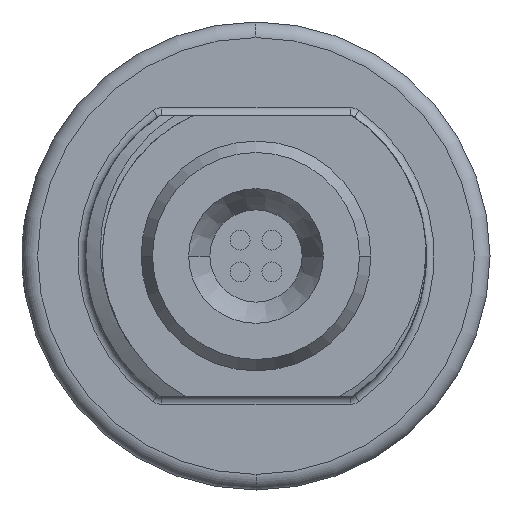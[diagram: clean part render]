
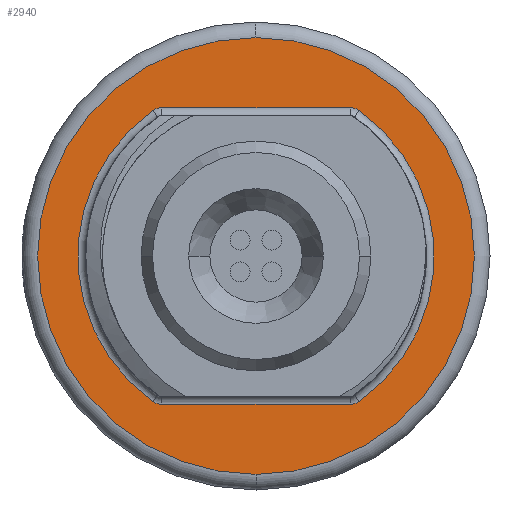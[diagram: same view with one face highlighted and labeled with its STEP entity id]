
A CAD part, front view. The second image highlights one B-rep face of the part: STEP entity #2940.
In plain terms, the highlighted planar face has unit normal (0, -1, 0).
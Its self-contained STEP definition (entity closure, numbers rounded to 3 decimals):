
#2=CARTESIAN_POINT('',(0.,-2.,0.));
#3=DIRECTION('',(0.,-1.,0.));
#4=DIRECTION('',(-0.579,0.,0.815));
#5=AXIS2_PLACEMENT_3D('',#2,#3,#4);
#7=CARTESIAN_POINT('',(-6.036,-2.,-8.5));
#8=DIRECTION('',(0.,1.,0.));
#9=DIRECTION('',(0.,0.,-1.));
#10=AXIS2_PLACEMENT_3D('',#7,#8,#9);
#12=DIRECTION('',(-1.,0.,0.));
#13=VECTOR('',#12,12.072);
#14=CARTESIAN_POINT('',(6.036,-2.,-9.5));
#15=LINE('',#14,#13);
#16=CARTESIAN_POINT('',(6.036,-2.,-8.5));
#17=DIRECTION('',(0.,1.,0.));
#18=DIRECTION('',(0.579,0.,-0.815));
#19=AXIS2_PLACEMENT_3D('',#16,#17,#18);
#21=CARTESIAN_POINT('',(0.,-2.,0.));
#22=DIRECTION('',(0.,-1.,0.));
#23=DIRECTION('',(0.579,0.,-0.815));
#24=AXIS2_PLACEMENT_3D('',#21,#22,#23);
#26=CARTESIAN_POINT('',(6.036,-2.,8.5));
#27=DIRECTION('',(0.,1.,0.));
#28=DIRECTION('',(0.,0.,1.));
#29=AXIS2_PLACEMENT_3D('',#26,#27,#28);
#31=DIRECTION('',(-1.,0.,0.));
#32=VECTOR('',#31,12.072);
#33=CARTESIAN_POINT('',(6.036,-2.,9.5));
#34=LINE('',#33,#32);
#35=CARTESIAN_POINT('',(-6.036,-2.,8.5));
#36=DIRECTION('',(0.,1.,0.));
#37=DIRECTION('',(-0.579,0.,0.815));
#38=AXIS2_PLACEMENT_3D('',#35,#36,#37);
#40=CARTESIAN_POINT('',(0.,-2.,0.));
#41=DIRECTION('',(0.,1.,0.));
#42=DIRECTION('',(0.,0.,-1.));
#43=AXIS2_PLACEMENT_3D('',#40,#41,#42);
#45=CARTESIAN_POINT('',(0.,-2.,0.));
#46=DIRECTION('',(0.,1.,0.));
#47=DIRECTION('',(0.,0.,1.));
#48=AXIS2_PLACEMENT_3D('',#45,#46,#47);
#2686=CARTESIAN_POINT('',(-6.615,-2.,9.315));
#2687=CARTESIAN_POINT('',(-6.615,-2.,-9.315));
#2688=VERTEX_POINT('',#2686);
#2689=VERTEX_POINT('',#2687);
#2698=CARTESIAN_POINT('',(6.036,-2.,9.5));
#2699=CARTESIAN_POINT('',(-6.036,-2.,9.5));
#2700=VERTEX_POINT('',#2698);
#2701=VERTEX_POINT('',#2699);
#2702=CARTESIAN_POINT('',(6.615,-2.,-9.315));
#2703=CARTESIAN_POINT('',(6.615,-2.,9.315));
#2704=VERTEX_POINT('',#2702);
#2705=VERTEX_POINT('',#2703);
#2714=CARTESIAN_POINT('',(6.036,-2.,-9.5));
#2715=CARTESIAN_POINT('',(-6.036,-2.,-9.5));
#2716=VERTEX_POINT('',#2714);
#2717=VERTEX_POINT('',#2715);
#2728=CARTESIAN_POINT('',(0.,-2.,-14.));
#2729=CARTESIAN_POINT('',(0.,-2.,14.));
#2730=VERTEX_POINT('',#2728);
#2731=VERTEX_POINT('',#2729);
#2911=CARTESIAN_POINT('',(0.,-2.,0.));
#2912=DIRECTION('',(0.,-1.,0.));
#2913=DIRECTION('',(0.,0.,1.));
#2914=AXIS2_PLACEMENT_3D('',#2911,#2912,#2913);
#2915=PLANE('',#2914);
#2917=ORIENTED_EDGE('',*,*,#2916,.T.);
#2919=ORIENTED_EDGE('',*,*,#2918,.T.);
#2920=EDGE_LOOP('',(#2917,#2919));
#2921=FACE_OUTER_BOUND('',#2920,.F.);
#2923=ORIENTED_EDGE('',*,*,#2922,.T.);
#2925=ORIENTED_EDGE('',*,*,#2924,.F.);
#2927=ORIENTED_EDGE('',*,*,#2926,.F.);
#2929=ORIENTED_EDGE('',*,*,#2928,.F.);
#2931=ORIENTED_EDGE('',*,*,#2930,.T.);
#2933=ORIENTED_EDGE('',*,*,#2932,.F.);
#2935=ORIENTED_EDGE('',*,*,#2934,.T.);
#2937=ORIENTED_EDGE('',*,*,#2936,.F.);
#2938=EDGE_LOOP('',(#2923,#2925,#2927,#2929,#2931,#2933,#2935,#2937));
#2939=FACE_BOUND('',#2938,.F.);
#6=CIRCLE('',#5,11.425);
#11=CIRCLE('',#10,1.);
#20=CIRCLE('',#19,1.);
#25=CIRCLE('',#24,11.425);
#30=CIRCLE('',#29,1.);
#39=CIRCLE('',#38,1.);
#44=CIRCLE('',#43,14.);
#49=CIRCLE('',#48,14.);
#2916=EDGE_CURVE('',#2730,#2731,#44,.T.);
#2918=EDGE_CURVE('',#2731,#2730,#49,.T.);
#2922=EDGE_CURVE('',#2688,#2689,#6,.T.);
#2924=EDGE_CURVE('',#2717,#2689,#11,.T.);
#2926=EDGE_CURVE('',#2716,#2717,#15,.T.);
#2928=EDGE_CURVE('',#2704,#2716,#20,.T.);
#2930=EDGE_CURVE('',#2704,#2705,#25,.T.);
#2932=EDGE_CURVE('',#2700,#2705,#30,.T.);
#2934=EDGE_CURVE('',#2700,#2701,#34,.T.);
#2936=EDGE_CURVE('',#2688,#2701,#39,.T.);
#2940=ADVANCED_FACE('',(#2921,#2939),#2915,.T.);
